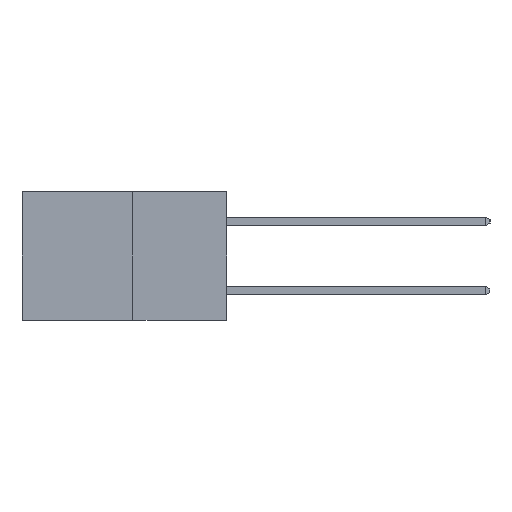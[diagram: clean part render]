
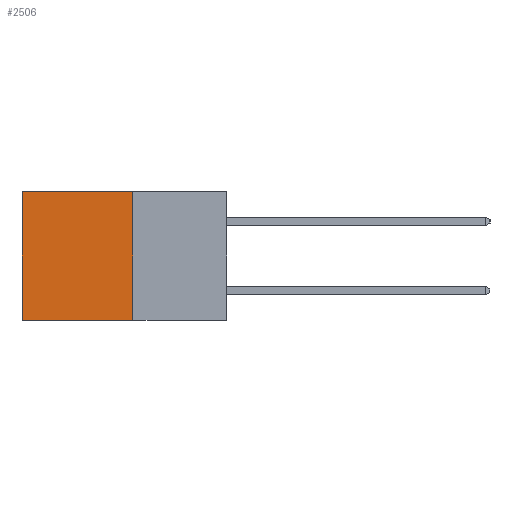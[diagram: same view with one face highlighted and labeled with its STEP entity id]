
A CAD part, left-side view. The second image highlights one B-rep face of the part: STEP entity #2506.
In plain terms, the highlighted planar face has unit normal (-1, 0, 0).
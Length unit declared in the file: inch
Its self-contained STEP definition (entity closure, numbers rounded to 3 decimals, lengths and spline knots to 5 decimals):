
#77 = DIRECTION ( 'NONE',  ( 1., 0., 0. ) ) ;
#114 = VECTOR ( 'NONE', #5962, 39.37008 ) ;
#287 = DIRECTION ( 'NONE',  ( 0., 0., -1. ) ) ;
#348 = LINE ( 'NONE', #4520, #114 ) ;
#829 = CARTESIAN_POINT ( 'NONE',  ( 0.277, 0.59, 0. ) ) ;
#923 = EDGE_CURVE ( 'NONE', #3027, #5629, #348, .T. ) ;
#1233 = CARTESIAN_POINT ( 'NONE',  ( 0.277, 0.27, 0. ) ) ;
#1640 = AXIS2_PLACEMENT_3D ( 'NONE', #9207, #77, #287 ) ;
#1658 = LINE ( 'NONE', #7252, #9185 ) ;
#1812 = CARTESIAN_POINT ( 'NONE',  ( 0.277, 0.59, -0.37 ) ) ;
#1921 = VECTOR ( 'NONE', #7768, 39.37008 ) ;
#2065 = ORIENTED_EDGE ( 'NONE', *, *, #3671, .F. ) ;
#2506 = ADVANCED_FACE ( 'NONE', ( #8063 ), #3322, .F. ) ;
#3027 = VERTEX_POINT ( 'NONE', #1233 ) ;
#3322 = PLANE ( 'NONE',  #1640 ) ;
#3614 = CARTESIAN_POINT ( 'NONE',  ( 0.277, 0.27, -0.37 ) ) ;
#3671 = EDGE_CURVE ( 'NONE', #3027, #4667, #1658, .T. ) ;
#3897 = DIRECTION ( 'NONE',  ( 0., 0., -1. ) ) ;
#3921 = ORIENTED_EDGE ( 'NONE', *, *, #8602, .F. ) ;
#4520 = CARTESIAN_POINT ( 'NONE',  ( 0.277, 0.27, 0. ) ) ;
#4579 = ORIENTED_EDGE ( 'NONE', *, *, #7802, .T. ) ;
#4667 = VERTEX_POINT ( 'NONE', #9152 ) ;
#5629 = VERTEX_POINT ( 'NONE', #829 ) ;
#5778 = LINE ( 'NONE', #3614, #7904 ) ;
#5894 = LINE ( 'NONE', #7736, #1921 ) ;
#5962 = DIRECTION ( 'NONE',  ( 0., 1., 0. ) ) ;
#6306 = EDGE_LOOP ( 'NONE', ( #4579, #3921, #2065, #8383 ) ) ;
#7252 = CARTESIAN_POINT ( 'NONE',  ( 0.277, 0.27, -0.37 ) ) ;
#7707 = VERTEX_POINT ( 'NONE', #1812 ) ;
#7736 = CARTESIAN_POINT ( 'NONE',  ( 0.277, 0.59, -0.37 ) ) ;
#7768 = DIRECTION ( 'NONE',  ( 0., 0., -1. ) ) ;
#7802 = EDGE_CURVE ( 'NONE', #5629, #7707, #5894, .T. ) ;
#7904 = VECTOR ( 'NONE', #7996, 39.37008 ) ;
#7996 = DIRECTION ( 'NONE',  ( 0., 1., 0. ) ) ;
#8063 = FACE_OUTER_BOUND ( 'NONE', #6306, .T. ) ;
#8383 = ORIENTED_EDGE ( 'NONE', *, *, #923, .T. ) ;
#8602 = EDGE_CURVE ( 'NONE', #4667, #7707, #5778, .T. ) ;
#9152 = CARTESIAN_POINT ( 'NONE',  ( 0.277, 0.27, -0.37 ) ) ;
#9185 = VECTOR ( 'NONE', #3897, 39.37008 ) ;
#9207 = CARTESIAN_POINT ( 'NONE',  ( 0.277, 0.27, -0.37 ) ) ;
